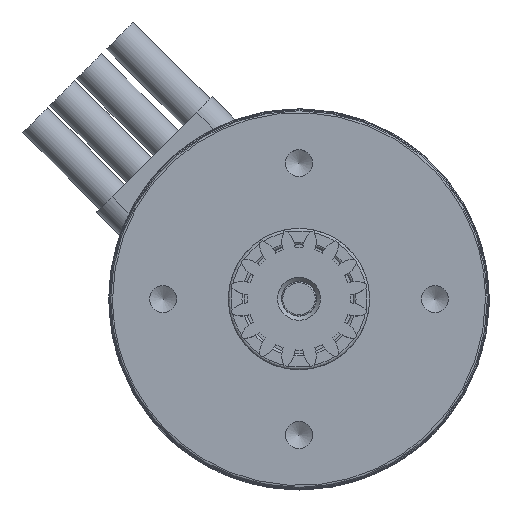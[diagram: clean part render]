
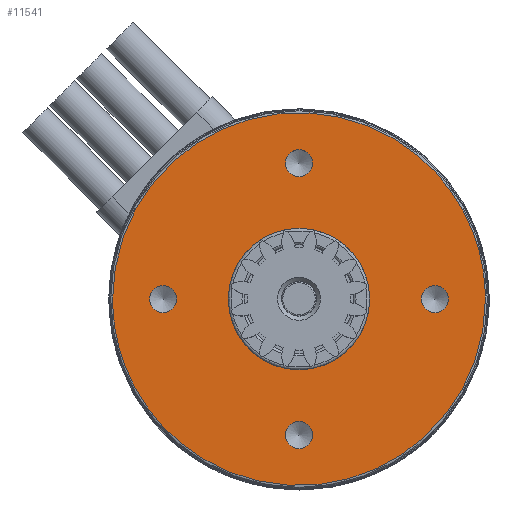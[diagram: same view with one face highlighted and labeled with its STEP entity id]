
A CAD part, top view. The second image highlights one B-rep face of the part: STEP entity #11541.
In plain terms, the highlighted planar face has unit normal (0, 0, 1).
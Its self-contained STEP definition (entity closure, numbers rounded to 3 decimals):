
#121 = FACE_BOUND ( 'NONE', #16834, .T. ) ;
#184 = CARTESIAN_POINT ( 'NONE',  ( 5., 4.5, 0. ) ) ;
#882 = EDGE_LOOP ( 'NONE', ( #6961 ) ) ;
#940 = AXIS2_PLACEMENT_3D ( 'NONE', #6013, #12711, #19326 ) ;
#1366 = DIRECTION ( 'NONE',  ( 0., 0., -1. ) ) ;
#1401 = VERTEX_POINT ( 'NONE', #8013 ) ;
#1657 = ORIENTED_EDGE ( 'NONE', *, *, #10686, .F. ) ;
#1748 = FACE_BOUND ( 'NONE', #10797, .T. ) ;
#1944 = DIRECTION ( 'NONE',  ( 0., 0., 1. ) ) ;
#2047 = CARTESIAN_POINT ( 'NONE',  ( 5., 3.25, 0. ) ) ;
#2089 = CARTESIAN_POINT ( 'NONE',  ( 34.646, 37.543, 0. ) ) ;
#3005 = CARTESIAN_POINT ( 'NONE',  ( 11., 3.25, 0. ) ) ;
#3018 = EDGE_CURVE ( 'NONE', #7591, #20472, #7024, .T. ) ;
#3033 = EDGE_CURVE ( 'NONE', #17924, #17924, #15869, .T. ) ;
#3226 = CARTESIAN_POINT ( 'NONE',  ( 0.354, 3.25, 0. ) ) ;
#3231 = CARTESIAN_POINT ( 'NONE',  ( 17.5, 17., 0. ) ) ;
#3380 = DIRECTION ( 'NONE',  ( 0., 0., -1. ) ) ;
#4376 = CARTESIAN_POINT ( 'NONE',  ( 34.646, 3.25, 0. ) ) ;
#4390 = EDGE_CURVE ( 'NONE', #1401, #1401, #16838, .T. ) ;
#4961 = CARTESIAN_POINT ( 'NONE',  ( 17.5, 3.25, 0. ) ) ;
#6013 = CARTESIAN_POINT ( 'NONE',  ( 17.5, 15.75, 0. ) ) ;
#6160 = CARTESIAN_POINT ( 'NONE',  ( 0.354, 3.25, 0. ) ) ;
#6194 =( BOUNDED_CURVE ( )  B_SPLINE_CURVE ( 3, ( #10389, #17020, #2089, #8746 ),
 .UNSPECIFIED., .F., .F. ) 
 B_SPLINE_CURVE_WITH_KNOTS ( ( 4, 4 ),
 ( 0., 1. ),
 .UNSPECIFIED. ) 
 CURVE ( )  GEOMETRIC_REPRESENTATION_ITEM ( )  RATIONAL_B_SPLINE_CURVE ( ( 1., 0.333, 0.333, 1. ) ) 
 REPRESENTATION_ITEM ( '' )  );
#6726 = FACE_BOUND ( 'NONE', #882, .T. ) ;
#6961 = ORIENTED_EDGE ( 'NONE', *, *, #11625, .T. ) ;
#7009 = VERTEX_POINT ( 'NONE', #13690 ) ;
#7024 =( BOUNDED_CURVE ( )  B_SPLINE_CURVE ( 3, ( #7793, #14473, #21077, #6160 ),
 .UNSPECIFIED., .F., .F. ) 
 B_SPLINE_CURVE_WITH_KNOTS ( ( 4, 4 ),
 ( 0., 1. ),
 .UNSPECIFIED. ) 
 CURVE ( )  GEOMETRIC_REPRESENTATION_ITEM ( )  RATIONAL_B_SPLINE_CURVE ( ( 1., 0.333, 0.333, 1. ) ) 
 REPRESENTATION_ITEM ( '' )  );
#7471 = EDGE_LOOP ( 'NONE', ( #1657, #11709 ) ) ;
#7588 = EDGE_CURVE ( 'NONE', #18143, #18143, #9278, .T. ) ;
#7591 = VERTEX_POINT ( 'NONE', #4376 ) ;
#7793 = CARTESIAN_POINT ( 'NONE',  ( 34.646, 3.25, 0. ) ) ;
#7975 = DIRECTION ( 'NONE',  ( 0., 1., 0. ) ) ;
#8013 = CARTESIAN_POINT ( 'NONE',  ( 17.5, -8., 0. ) ) ;
#8377 = FACE_BOUND ( 'NONE', #20493, .T. ) ;
#8593 = DIRECTION ( 'NONE',  ( 1., 0., 0. ) ) ;
#8693 = DIRECTION ( 'NONE',  ( 0., 0., -1. ) ) ;
#8746 = CARTESIAN_POINT ( 'NONE',  ( 34.646, 3.25, 0. ) ) ;
#9278 = CIRCLE ( 'NONE', #940, 1.25 ) ;
#9905 = AXIS2_PLACEMENT_3D ( 'NONE', #16262, #1366, #7975 ) ;
#10030 = DIRECTION ( 'NONE',  ( 0., 1., 0. ) ) ;
#10147 = ORIENTED_EDGE ( 'NONE', *, *, #7588, .T. ) ;
#10389 = CARTESIAN_POINT ( 'NONE',  ( 0.354, 3.25, 0. ) ) ;
#10489 = AXIS2_PLACEMENT_3D ( 'NONE', #2047, #8693, #15341 ) ;
#10686 = EDGE_CURVE ( 'NONE', #20472, #7591, #6194, .T. ) ;
#10797 = EDGE_LOOP ( 'NONE', ( #11513 ) ) ;
#11513 = ORIENTED_EDGE ( 'NONE', *, *, #3033, .T. ) ;
#11541 = ADVANCED_FACE ( 'NONE', ( #1748, #8377, #15033, #121, #6726, #13412 ), #20017, .T. ) ;
#11625 = EDGE_CURVE ( 'NONE', #15099, #15099, #12251, .T. ) ;
#11641 = DIRECTION ( 'NONE',  ( 0., 0., -1. ) ) ;
#11709 = ORIENTED_EDGE ( 'NONE', *, *, #3018, .F. ) ;
#12251 = CIRCLE ( 'NONE', #10489, 1.25 ) ;
#12307 = ORIENTED_EDGE ( 'NONE', *, *, #17321, .T. ) ;
#12711 = DIRECTION ( 'NONE',  ( 0., 0., -1. ) ) ;
#13412 = FACE_OUTER_BOUND ( 'NONE', #7471, .T. ) ;
#13443 = CIRCLE ( 'NONE', #14478, 1.25 ) ;
#13690 = CARTESIAN_POINT ( 'NONE',  ( 30., 4.5, 0. ) ) ;
#14473 = CARTESIAN_POINT ( 'NONE',  ( 34.646, -31.043, 0. ) ) ;
#14478 = AXIS2_PLACEMENT_3D ( 'NONE', #18288, #3380, #10030 ) ;
#15033 = FACE_BOUND ( 'NONE', #21054, .T. ) ;
#15099 = VERTEX_POINT ( 'NONE', #184 ) ;
#15341 = DIRECTION ( 'NONE',  ( 0., 1., 0. ) ) ;
#15869 = CIRCLE ( 'NONE', #20037, 6.5 ) ;
#16262 = CARTESIAN_POINT ( 'NONE',  ( 17.5, -9.25, 0. ) ) ;
#16834 = EDGE_LOOP ( 'NONE', ( #21004 ) ) ;
#16838 = CIRCLE ( 'NONE', #9905, 1.25 ) ;
#16856 = CARTESIAN_POINT ( 'NONE',  ( 11., 3.25, 0. ) ) ;
#17020 = CARTESIAN_POINT ( 'NONE',  ( 0.354, 37.543, 0. ) ) ;
#17321 = EDGE_CURVE ( 'NONE', #7009, #7009, #13443, .T. ) ;
#17924 = VERTEX_POINT ( 'NONE', #3005 ) ;
#18143 = VERTEX_POINT ( 'NONE', #3231 ) ;
#18244 = DIRECTION ( 'NONE',  ( -1., 0., 0. ) ) ;
#18288 = CARTESIAN_POINT ( 'NONE',  ( 30., 3.25, 0. ) ) ;
#19326 = DIRECTION ( 'NONE',  ( 0., 1., 0. ) ) ;
#19539 = AXIS2_PLACEMENT_3D ( 'NONE', #16856, #1944, #8593 ) ;
#20017 = PLANE ( 'NONE',  #19539 ) ;
#20037 = AXIS2_PLACEMENT_3D ( 'NONE', #4961, #11641, #18244 ) ;
#20472 = VERTEX_POINT ( 'NONE', #3226 ) ;
#20493 = EDGE_LOOP ( 'NONE', ( #10147 ) ) ;
#21004 = ORIENTED_EDGE ( 'NONE', *, *, #4390, .T. ) ;
#21054 = EDGE_LOOP ( 'NONE', ( #12307 ) ) ;
#21077 = CARTESIAN_POINT ( 'NONE',  ( 0.354, -31.043, 0. ) ) ;
